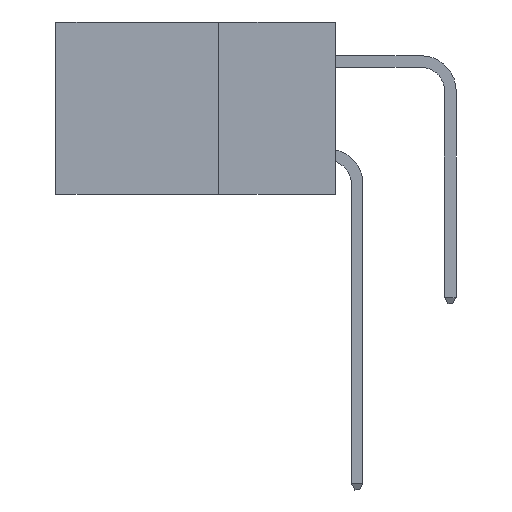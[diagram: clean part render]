
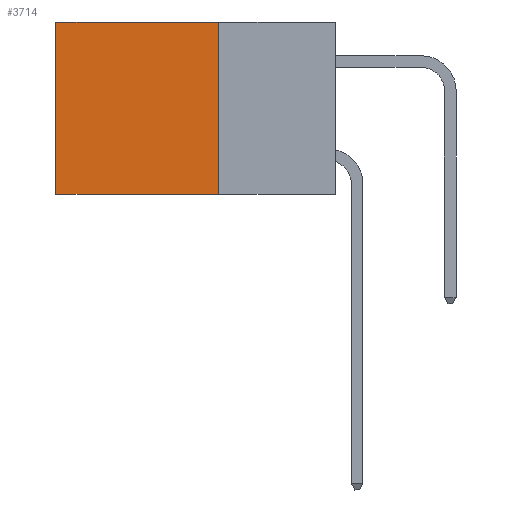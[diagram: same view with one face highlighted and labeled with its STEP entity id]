
A CAD part, left-side view. The second image highlights one B-rep face of the part: STEP entity #3714.
In plain terms, the highlighted planar face has unit normal (-1, 0, 0).
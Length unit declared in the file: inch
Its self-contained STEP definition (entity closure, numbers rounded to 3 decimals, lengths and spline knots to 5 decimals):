
#133 = CARTESIAN_POINT ( 'NONE',  ( 0.2875, 0.6, 0. ) ) ;
#1458 = DIRECTION ( 'NONE',  ( 0., 0., -1. ) ) ;
#2282 = LINE ( 'NONE', #6083, #18927 ) ;
#2303 = PLANE ( 'NONE',  #7219 ) ;
#3486 = EDGE_CURVE ( 'NONE', #12899, #13329, #22623, .T. ) ;
#3714 = ADVANCED_FACE ( 'NONE', ( #10765 ), #2303, .F. ) ;
#3812 = CARTESIAN_POINT ( 'NONE',  ( 0.2875, 0.6, 0. ) ) ;
#4487 = EDGE_CURVE ( 'NONE', #12899, #19397, #14493, .T. ) ;
#4518 = DIRECTION ( 'NONE',  ( 1., 0., 0. ) ) ;
#4663 = ORIENTED_EDGE ( 'NONE', *, *, #4487, .T. ) ;
#5316 = CARTESIAN_POINT ( 'NONE',  ( 0.2875, 0.25, 0. ) ) ;
#5540 = EDGE_LOOP ( 'NONE', ( #16675, #14125, #18719, #4663 ) ) ;
#5875 = CARTESIAN_POINT ( 'NONE',  ( 0.2875, 0.25, 0. ) ) ;
#6083 = CARTESIAN_POINT ( 'NONE',  ( 0.2875, 0.25, -0.37 ) ) ;
#7219 = AXIS2_PLACEMENT_3D ( 'NONE', #26068, #4518, #19662 ) ;
#8726 = VECTOR ( 'NONE', #15274, 39.37008 ) ;
#8916 = EDGE_CURVE ( 'NONE', #13329, #18357, #2282, .T. ) ;
#10765 = FACE_OUTER_BOUND ( 'NONE', #5540, .T. ) ;
#12899 = VERTEX_POINT ( 'NONE', #5316 ) ;
#13329 = VERTEX_POINT ( 'NONE', #26079 ) ;
#14125 = ORIENTED_EDGE ( 'NONE', *, *, #8916, .F. ) ;
#14493 = LINE ( 'NONE', #15175, #8726 ) ;
#15063 = VECTOR ( 'NONE', #17509, 39.37008 ) ;
#15175 = CARTESIAN_POINT ( 'NONE',  ( 0.2875, 0.25, 0. ) ) ;
#15274 = DIRECTION ( 'NONE',  ( 0., 1., 0. ) ) ;
#16675 = ORIENTED_EDGE ( 'NONE', *, *, #22600, .T. ) ;
#16873 = VECTOR ( 'NONE', #1458, 39.37008 ) ;
#17509 = DIRECTION ( 'NONE',  ( 0., 0., -1. ) ) ;
#18357 = VERTEX_POINT ( 'NONE', #24127 ) ;
#18719 = ORIENTED_EDGE ( 'NONE', *, *, #3486, .F. ) ;
#18927 = VECTOR ( 'NONE', #21299, 39.37008 ) ;
#19397 = VERTEX_POINT ( 'NONE', #3812 ) ;
#19662 = DIRECTION ( 'NONE',  ( 0., 0., -1. ) ) ;
#20810 = LINE ( 'NONE', #133, #15063 ) ;
#21299 = DIRECTION ( 'NONE',  ( 0., 1., 0. ) ) ;
#22600 = EDGE_CURVE ( 'NONE', #19397, #18357, #20810, .T. ) ;
#22623 = LINE ( 'NONE', #5875, #16873 ) ;
#24127 = CARTESIAN_POINT ( 'NONE',  ( 0.2875, 0.6, -0.37 ) ) ;
#26068 = CARTESIAN_POINT ( 'NONE',  ( 0.2875, 0.25, 0. ) ) ;
#26079 = CARTESIAN_POINT ( 'NONE',  ( 0.2875, 0.25, -0.37 ) ) ;
